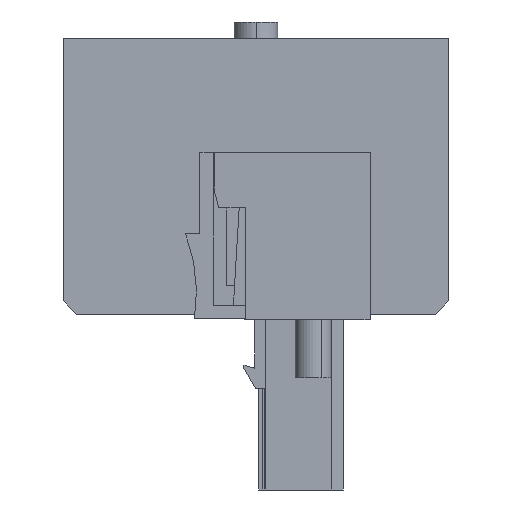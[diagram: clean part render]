
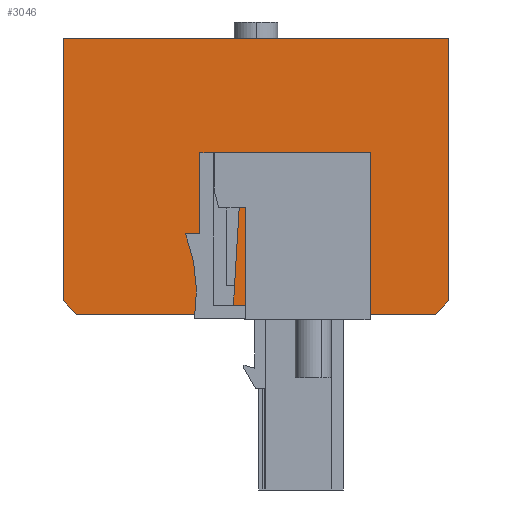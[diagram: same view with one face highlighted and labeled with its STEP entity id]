
A CAD part, left-side view. The second image highlights one B-rep face of the part: STEP entity #3046.
In plain terms, the highlighted planar face has unit normal (-1, 0, 0).
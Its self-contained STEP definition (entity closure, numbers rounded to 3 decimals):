
#2894=AXIS2_PLACEMENT_3D('Plane Axis2P3D',#2891,#2892,#2893) ;
#144=CARTESIAN_POINT('Vertex',(7.32,35.05,41.05)) ;
#147=CARTESIAN_POINT('Line Origine',(7.32,17.525,41.05)) ;
#151=CARTESIAN_POINT('Vertex',(7.32,0.,41.05)) ;
#1919=CARTESIAN_POINT('Line Origine',(7.32,35.05,29.125)) ;
#1923=CARTESIAN_POINT('Vertex',(7.32,35.05,17.2)) ;
#2891=CARTESIAN_POINT('Axis2P3D Location',(7.32,0.,0.)) ;
#2896=CARTESIAN_POINT('Line Origine',(7.32,0.,29.125)) ;
#2900=CARTESIAN_POINT('Vertex',(7.32,0.,17.2)) ;
#2903=CARTESIAN_POINT('Line Origine',(7.32,34.45,16.6)) ;
#2907=CARTESIAN_POINT('Vertex',(7.32,33.85,16.)) ;
#2910=CARTESIAN_POINT('Line Origine',(7.32,26.2,16.)) ;
#2914=CARTESIAN_POINT('Vertex',(7.32,18.55,16.)) ;
#2917=CARTESIAN_POINT('Line Origine',(7.32,18.55,15.75)) ;
#2921=CARTESIAN_POINT('Vertex',(7.32,18.55,15.5)) ;
#2924=CARTESIAN_POINT('Line Origine',(7.32,13.525,15.5)) ;
#2928=CARTESIAN_POINT('Vertex',(7.32,8.5,15.5)) ;
#2931=CARTESIAN_POINT('Line Origine',(7.32,8.5,15.75)) ;
#2935=CARTESIAN_POINT('Vertex',(7.32,8.5,16.)) ;
#2938=CARTESIAN_POINT('Line Origine',(7.32,4.85,16.)) ;
#2942=CARTESIAN_POINT('Vertex',(7.32,1.2,16.)) ;
#2945=CARTESIAN_POINT('Line Origine',(7.32,0.6,16.6)) ;
#2962=CARTESIAN_POINT('Line Origine',(7.32,7.15,23.075)) ;
#2966=CARTESIAN_POINT('Vertex',(7.32,7.15,17.15)) ;
#2968=CARTESIAN_POINT('Vertex',(7.32,7.15,29.)) ;
#2971=CARTESIAN_POINT('Line Origine',(7.32,12.827,17.15)) ;
#2975=CARTESIAN_POINT('Vertex',(7.32,18.503,17.15)) ;
#2978=CARTESIAN_POINT('Line Origine',(7.32,18.503,23.075)) ;
#2982=CARTESIAN_POINT('Vertex',(7.32,18.503,29.)) ;
#2985=CARTESIAN_POINT('Line Origine',(7.32,12.827,29.)) ;
#2996=CARTESIAN_POINT('Line Origine',(7.32,20.31,27.45)) ;
#3000=CARTESIAN_POINT('Vertex',(7.32,20.31,29.2)) ;
#3002=CARTESIAN_POINT('Vertex',(7.32,20.31,25.7)) ;
#3005=CARTESIAN_POINT('Line Origine',(7.32,20.609,25.7)) ;
#3009=CARTESIAN_POINT('Vertex',(7.32,20.908,25.7)) ;
#3012=CARTESIAN_POINT('Line Origine',(7.32,21.109,26.45)) ;
#3016=CARTESIAN_POINT('Vertex',(7.32,21.31,27.2)) ;
#3019=CARTESIAN_POINT('Line Origine',(7.32,21.31,28.95)) ;
#3023=CARTESIAN_POINT('Vertex',(7.32,21.31,30.7)) ;
#3026=CARTESIAN_POINT('Line Origine',(7.32,21.011,30.7)) ;
#3030=CARTESIAN_POINT('Vertex',(7.32,20.712,30.7)) ;
#3033=CARTESIAN_POINT('Line Origine',(7.32,20.511,29.95)) ;
#148=DIRECTION('Vector Direction',(0.,1.,0.)) ;
#1920=DIRECTION('Vector Direction',(0.,0.,-1.)) ;
#2892=DIRECTION('Axis2P3D Direction',(-1.,0.,0.)) ;
#2893=DIRECTION('Axis2P3D XDirection',(0.,0.,1.)) ;
#2897=DIRECTION('Vector Direction',(0.,0.,1.)) ;
#2904=DIRECTION('Vector Direction',(0.,-0.707,-0.707)) ;
#2911=DIRECTION('Vector Direction',(0.,-1.,0.)) ;
#2918=DIRECTION('Vector Direction',(0.,0.,-1.)) ;
#2925=DIRECTION('Vector Direction',(0.,-1.,0.)) ;
#2932=DIRECTION('Vector Direction',(0.,0.,-1.)) ;
#2939=DIRECTION('Vector Direction',(0.,-1.,0.)) ;
#2946=DIRECTION('Vector Direction',(0.,-0.707,0.707)) ;
#2963=DIRECTION('Vector Direction',(0.,0.,1.)) ;
#2972=DIRECTION('Vector Direction',(0.,1.,0.)) ;
#2979=DIRECTION('Vector Direction',(0.,0.,-1.)) ;
#2986=DIRECTION('Vector Direction',(0.,-1.,0.)) ;
#2997=DIRECTION('Vector Direction',(0.,0.,-1.)) ;
#3006=DIRECTION('Vector Direction',(0.,1.,0.)) ;
#3013=DIRECTION('Vector Direction',(0.,-0.259,-0.966)) ;
#3020=DIRECTION('Vector Direction',(0.,0.,1.)) ;
#3027=DIRECTION('Vector Direction',(0.,1.,0.)) ;
#3034=DIRECTION('Vector Direction',(0.,0.259,0.966)) ;
#149=VECTOR('Line Direction',#148,1.) ;
#1921=VECTOR('Line Direction',#1920,1.) ;
#2898=VECTOR('Line Direction',#2897,1.) ;
#2905=VECTOR('Line Direction',#2904,1.) ;
#2912=VECTOR('Line Direction',#2911,1.) ;
#2919=VECTOR('Line Direction',#2918,1.) ;
#2926=VECTOR('Line Direction',#2925,1.) ;
#2933=VECTOR('Line Direction',#2932,1.) ;
#2940=VECTOR('Line Direction',#2939,1.) ;
#2947=VECTOR('Line Direction',#2946,1.) ;
#2964=VECTOR('Line Direction',#2963,1.) ;
#2973=VECTOR('Line Direction',#2972,1.) ;
#2980=VECTOR('Line Direction',#2979,1.) ;
#2987=VECTOR('Line Direction',#2986,1.) ;
#2998=VECTOR('Line Direction',#2997,1.) ;
#3007=VECTOR('Line Direction',#3006,1.) ;
#3014=VECTOR('Line Direction',#3013,1.) ;
#3021=VECTOR('Line Direction',#3020,1.) ;
#3028=VECTOR('Line Direction',#3027,1.) ;
#3035=VECTOR('Line Direction',#3034,1.) ;
#2951=ORIENTED_EDGE('',*,*,#2902,.T.) ;
#2952=ORIENTED_EDGE('',*,*,#153,.T.) ;
#2953=ORIENTED_EDGE('',*,*,#1925,.T.) ;
#2954=ORIENTED_EDGE('',*,*,#2909,.T.) ;
#2955=ORIENTED_EDGE('',*,*,#2916,.T.) ;
#2956=ORIENTED_EDGE('',*,*,#2923,.T.) ;
#2957=ORIENTED_EDGE('',*,*,#2930,.T.) ;
#2958=ORIENTED_EDGE('',*,*,#2937,.T.) ;
#2959=ORIENTED_EDGE('',*,*,#2944,.T.) ;
#2960=ORIENTED_EDGE('',*,*,#2949,.T.) ;
#2991=ORIENTED_EDGE('',*,*,#2970,.F.) ;
#2992=ORIENTED_EDGE('',*,*,#2977,.T.) ;
#2993=ORIENTED_EDGE('',*,*,#2984,.F.) ;
#2994=ORIENTED_EDGE('',*,*,#2989,.F.) ;
#3039=ORIENTED_EDGE('',*,*,#3004,.T.) ;
#3040=ORIENTED_EDGE('',*,*,#3011,.F.) ;
#3041=ORIENTED_EDGE('',*,*,#3018,.T.) ;
#3042=ORIENTED_EDGE('',*,*,#3025,.F.) ;
#3043=ORIENTED_EDGE('',*,*,#3032,.F.) ;
#3044=ORIENTED_EDGE('',*,*,#3037,.T.) ;
#2995=FACE_BOUND('',#2990,.T.) ;
#3045=FACE_BOUND('',#3038,.T.) ;
#3046=ADVANCED_FACE('HOUSING',(#2961,#2995,#3045),#2895,.T.) ;
#153=EDGE_CURVE('',#152,#145,#150,.T.) ;
#1925=EDGE_CURVE('',#145,#1924,#1922,.T.) ;
#2902=EDGE_CURVE('',#2901,#152,#2899,.T.) ;
#2909=EDGE_CURVE('',#1924,#2908,#2906,.T.) ;
#2916=EDGE_CURVE('',#2908,#2915,#2913,.T.) ;
#2923=EDGE_CURVE('',#2915,#2922,#2920,.T.) ;
#2930=EDGE_CURVE('',#2922,#2929,#2927,.T.) ;
#2937=EDGE_CURVE('',#2929,#2936,#2934,.F.) ;
#2944=EDGE_CURVE('',#2936,#2943,#2941,.T.) ;
#2949=EDGE_CURVE('',#2943,#2901,#2948,.T.) ;
#2970=EDGE_CURVE('',#2967,#2969,#2965,.T.) ;
#2977=EDGE_CURVE('',#2967,#2976,#2974,.T.) ;
#2984=EDGE_CURVE('',#2983,#2976,#2981,.T.) ;
#2989=EDGE_CURVE('',#2969,#2983,#2988,.F.) ;
#3004=EDGE_CURVE('',#3001,#3003,#2999,.T.) ;
#3011=EDGE_CURVE('',#3010,#3003,#3008,.F.) ;
#3018=EDGE_CURVE('',#3010,#3017,#3015,.F.) ;
#3025=EDGE_CURVE('',#3024,#3017,#3022,.F.) ;
#3032=EDGE_CURVE('',#3031,#3024,#3029,.T.) ;
#3037=EDGE_CURVE('',#3031,#3001,#3036,.F.) ;
#2950=EDGE_LOOP('',(#2951,#2952,#2953,#2954,#2955,#2956,#2957,#2958,#2959,#2960)) ;
#2990=EDGE_LOOP('',(#2991,#2992,#2993,#2994)) ;
#3038=EDGE_LOOP('',(#3039,#3040,#3041,#3042,#3043,#3044)) ;
#2961=FACE_OUTER_BOUND('',#2950,.T.) ;
#150=LINE('Line',#147,#149) ;
#1922=LINE('Line',#1919,#1921) ;
#2899=LINE('Line',#2896,#2898) ;
#2906=LINE('Line',#2903,#2905) ;
#2913=LINE('Line',#2910,#2912) ;
#2920=LINE('Line',#2917,#2919) ;
#2927=LINE('Line',#2924,#2926) ;
#2934=LINE('Line',#2931,#2933) ;
#2941=LINE('Line',#2938,#2940) ;
#2948=LINE('Line',#2945,#2947) ;
#2965=LINE('Line',#2962,#2964) ;
#2974=LINE('Line',#2971,#2973) ;
#2981=LINE('Line',#2978,#2980) ;
#2988=LINE('Line',#2985,#2987) ;
#2999=LINE('Line',#2996,#2998) ;
#3008=LINE('Line',#3005,#3007) ;
#3015=LINE('Line',#3012,#3014) ;
#3022=LINE('Line',#3019,#3021) ;
#3029=LINE('Line',#3026,#3028) ;
#3036=LINE('Line',#3033,#3035) ;
#2895=PLANE('',#2894) ;
#145=VERTEX_POINT('',#144) ;
#152=VERTEX_POINT('',#151) ;
#1924=VERTEX_POINT('',#1923) ;
#2901=VERTEX_POINT('',#2900) ;
#2908=VERTEX_POINT('',#2907) ;
#2915=VERTEX_POINT('',#2914) ;
#2922=VERTEX_POINT('',#2921) ;
#2929=VERTEX_POINT('',#2928) ;
#2936=VERTEX_POINT('',#2935) ;
#2943=VERTEX_POINT('',#2942) ;
#2967=VERTEX_POINT('',#2966) ;
#2969=VERTEX_POINT('',#2968) ;
#2976=VERTEX_POINT('',#2975) ;
#2983=VERTEX_POINT('',#2982) ;
#3001=VERTEX_POINT('',#3000) ;
#3003=VERTEX_POINT('',#3002) ;
#3010=VERTEX_POINT('',#3009) ;
#3017=VERTEX_POINT('',#3016) ;
#3024=VERTEX_POINT('',#3023) ;
#3031=VERTEX_POINT('',#3030) ;
